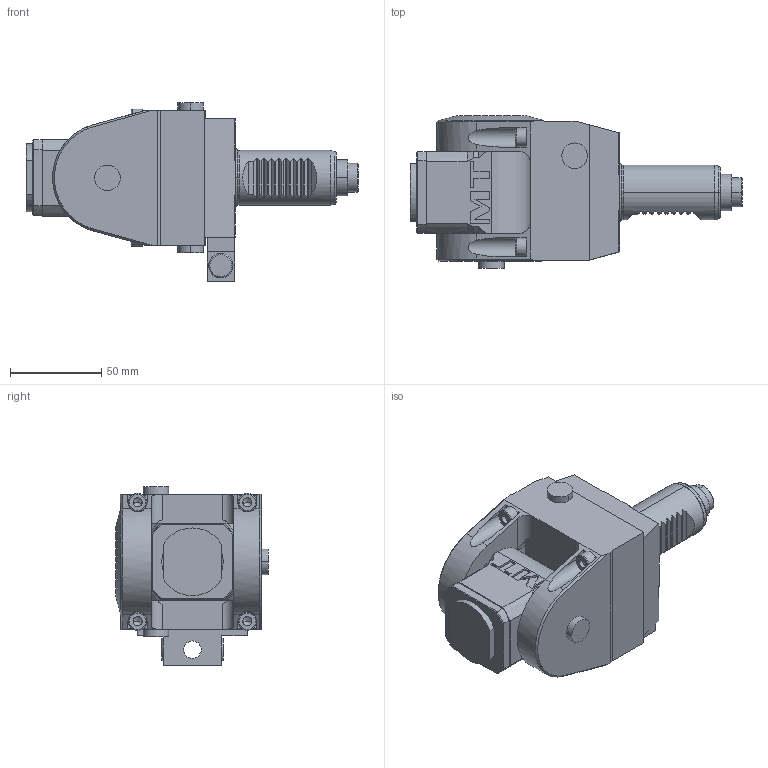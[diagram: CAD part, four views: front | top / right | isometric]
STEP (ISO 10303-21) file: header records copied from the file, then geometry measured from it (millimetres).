
FILE_DESCRIPTION((''),'2;1');
FILE_NAME('SAU0531216_CONF','2023-11-28T08:22:08',('smalpassi'),('M.T. srl'),'CREO PARAMETRIC BY PTC INC, 2021072','CREO PARAMETRIC BY PTC INC, 2021072','');
FILE_SCHEMA(('CONFIG_CONTROL_DESIGN'));
Length unit declared in the file: millimetre
Products named in the file (1): SAU0531216_CONF
Bounding box: 181.5 x 83.5 x 97.5 mm (x, y, z)
Volume: 512078.8 mm3; surface area: 60375.6 mm2
Topology: 1 solids, 1 shells, 323 faces, 838 edges, 534 vertices
Faces by surface type: plane 167, cylinder 94, cone 41, torus 17, extrusion 4
Entity records: 10485 total; most frequent: CARTESIAN_POINT 2612, ORIENTED_EDGE 1660, DIRECTION 1582, EDGE_CURVE 830, AXIS2_PLACEMENT_3D 549, VERTEX_POINT 534, VECTOR 484, LINE 480
